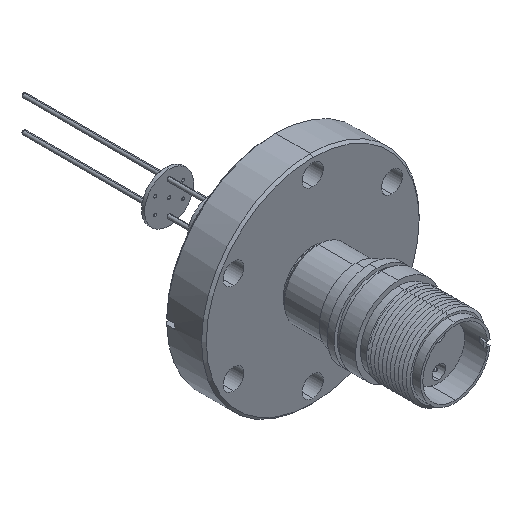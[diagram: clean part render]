
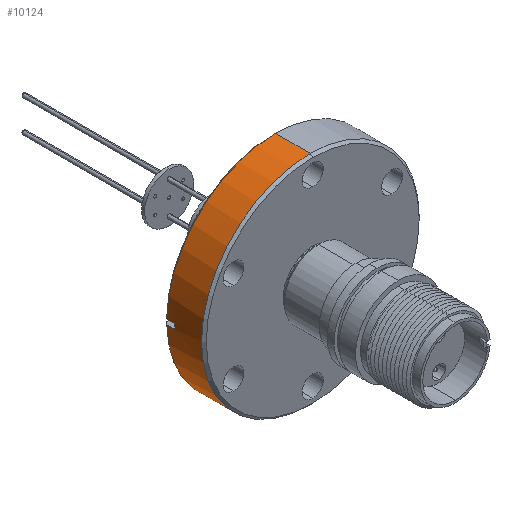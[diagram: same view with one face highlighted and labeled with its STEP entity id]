
A CAD part, isometric view. The second image highlights one B-rep face of the part: STEP entity #10124.
In plain terms, the highlighted cylindrical face has radius 34.925 mm (diameter 69.85 mm), a partial arc.
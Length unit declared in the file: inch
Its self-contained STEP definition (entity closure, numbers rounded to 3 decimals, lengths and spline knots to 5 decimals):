
#1 = EDGE_LOOP ( 'NONE', ( #5722, #5723, #5724, #5725, #5726, #5727, #5728, #5729 ) ) ;
#843 = VERTEX_POINT ( 'NONE', #11982 ) ;
#2261 = LINE ( 'NONE', #7365, #2272 ) ;
#2267 = CIRCLE ( 'NONE', #3258, 1.375 ) ;
#2272 = VECTOR ( 'NONE', #7346, 39.37008 ) ;
#2289 = LINE ( 'NONE', #6341, #2295 ) ;
#2295 = VECTOR ( 'NONE', #6337, 39.37008 ) ;
#2297 = CIRCLE ( 'NONE', #2924, 1.375 ) ;
#2406 = CIRCLE ( 'NONE', #2955, 1.375 ) ;
#2420 = LINE ( 'NONE', #10885, #2423 ) ;
#2423 = VECTOR ( 'NONE', #10886, 39.37008 ) ;
#2424 = LINE ( 'NONE', #10896, #2431 ) ;
#2431 = VECTOR ( 'NONE', #10904, 39.37008 ) ;
#2924 = AXIS2_PLACEMENT_3D ( 'NONE', #6447, #6448, #6449 ) ;
#2955 = AXIS2_PLACEMENT_3D ( 'NONE', #10861, #10862, #10863 ) ;
#3258 = AXIS2_PLACEMENT_3D ( 'NONE', #7366, #7367, #7368 ) ;
#3335 = AXIS2_PLACEMENT_3D ( 'NONE', #11270, #11269, #11266 ) ;
#3697 = VERTEX_POINT ( 'NONE', #6719 ) ;
#3738 = VERTEX_POINT ( 'NONE', #6760 ) ;
#3751 = VERTEX_POINT ( 'NONE', #6773 ) ;
#3755 = VERTEX_POINT ( 'NONE', #6777 ) ;
#4002 = VERTEX_POINT ( 'NONE', #6889 ) ;
#4434 = EDGE_CURVE ( 'NONE', #11890, #3697, #2267, .T. ) ;
#4435 = EDGE_CURVE ( 'NONE', #11890, #11882, #2261, .T. ) ;
#4436 = EDGE_CURVE ( 'NONE', #843, #11882, #6659, .T. ) ;
#4461 = EDGE_CURVE ( 'NONE', #3738, #843, #2289, .T. ) ;
#4470 = EDGE_CURVE ( 'NONE', #3751, #4002, #2297, .T. ) ;
#5073 = EDGE_CURVE ( 'NONE', #3755, #3738, #2406, .T. ) ;
#5083 = EDGE_CURVE ( 'NONE', #4002, #3697, #2420, .T. ) ;
#5089 = EDGE_CURVE ( 'NONE', #3751, #3755, #2424, .T. ) ;
#5722 = ORIENTED_EDGE ( 'NONE', *, *, #5089, .F. ) ;
#5723 = ORIENTED_EDGE ( 'NONE', *, *, #4470, .T. ) ;
#5724 = ORIENTED_EDGE ( 'NONE', *, *, #5083, .T. ) ;
#5725 = ORIENTED_EDGE ( 'NONE', *, *, #4434, .F. ) ;
#5726 = ORIENTED_EDGE ( 'NONE', *, *, #4435, .T. ) ;
#5727 = ORIENTED_EDGE ( 'NONE', *, *, #4436, .F. ) ;
#5728 = ORIENTED_EDGE ( 'NONE', *, *, #4461, .F. ) ;
#5729 = ORIENTED_EDGE ( 'NONE', *, *, #5073, .F. ) ;
#6116 = FACE_OUTER_BOUND ( 'NONE', #1, .T. ) ;
#6125 = CYLINDRICAL_SURFACE ( 'NONE', #3335, 1.375 ) ;
#6337 = DIRECTION ( 'NONE',  ( 0., -1., 0. ) ) ;
#6341 = CARTESIAN_POINT ( 'NONE',  ( -1.37465, 2.01691, -0.031 ) ) ;
#6447 = CARTESIAN_POINT ( 'NONE',  ( 0., 0.87379, 0. ) ) ;
#6448 = DIRECTION ( 'NONE',  ( 0., 1., 0. ) ) ;
#6449 = DIRECTION ( 'NONE',  ( 0., 0., 1. ) ) ;
#6659 = B_SPLINE_CURVE_WITH_KNOTS ( 'NONE', 3,
 ( #7369, #7364, #7372, #7373 ),
 .UNSPECIFIED., .F., .F.,
 ( 4, 4 ),
 ( 0.11477, 0.11634 ),
 .UNSPECIFIED. ) ;
#6719 = CARTESIAN_POINT ( 'NONE',  ( 0., 1.31379, 1.375 ) ) ;
#6760 = CARTESIAN_POINT ( 'NONE',  ( -1.37465, 1.31379, -0.031 ) ) ;
#6773 = CARTESIAN_POINT ( 'NONE',  ( 0., 0.87379, -1.375 ) ) ;
#6777 = CARTESIAN_POINT ( 'NONE',  ( 0., 1.31379, -1.375 ) ) ;
#6889 = CARTESIAN_POINT ( 'NONE',  ( 0., 0.87379, 1.375 ) ) ;
#7346 = DIRECTION ( 'NONE',  ( 0., -1., 0. ) ) ;
#7364 = CARTESIAN_POINT ( 'NONE',  ( -1.37512, 1.21243, -0.01035 ) ) ;
#7365 = CARTESIAN_POINT ( 'NONE',  ( -1.37465, 2.01691, 0.031 ) ) ;
#7366 = CARTESIAN_POINT ( 'NONE',  ( 0., 1.31379, 0. ) ) ;
#7367 = DIRECTION ( 'NONE',  ( 0., 1., 0. ) ) ;
#7368 = DIRECTION ( 'NONE',  ( 0., 0., 1. ) ) ;
#7369 = CARTESIAN_POINT ( 'NONE',  ( -1.37465, 1.21246, -0.031 ) ) ;
#7372 = CARTESIAN_POINT ( 'NONE',  ( -1.37512, 1.21243, 0.01032 ) ) ;
#7373 = CARTESIAN_POINT ( 'NONE',  ( -1.37465, 1.21246, 0.031 ) ) ;
#8250 = CARTESIAN_POINT ( 'NONE',  ( -1.37465, 1.21246, 0.031 ) ) ;
#8258 = CARTESIAN_POINT ( 'NONE',  ( -1.37465, 1.31379, 0.031 ) ) ;
#10124 = ADVANCED_FACE ( 'NONE', ( #6116 ), #6125, .T. ) ;
#10861 = CARTESIAN_POINT ( 'NONE',  ( 0., 1.31379, 0. ) ) ;
#10862 = DIRECTION ( 'NONE',  ( 0., 1., 0. ) ) ;
#10863 = DIRECTION ( 'NONE',  ( 0., 0., 1. ) ) ;
#10885 = CARTESIAN_POINT ( 'NONE',  ( 0., 2.01691, 1.375 ) ) ;
#10886 = DIRECTION ( 'NONE',  ( 0., 1., 0. ) ) ;
#10896 = CARTESIAN_POINT ( 'NONE',  ( 0., 2.01691, -1.375 ) ) ;
#10904 = DIRECTION ( 'NONE',  ( 0., 1., 0. ) ) ;
#11266 = DIRECTION ( 'NONE',  ( 0., 0., 1. ) ) ;
#11269 = DIRECTION ( 'NONE',  ( 0., 1., 0. ) ) ;
#11270 = CARTESIAN_POINT ( 'NONE',  ( 0., 2.01691, 0. ) ) ;
#11882 = VERTEX_POINT ( 'NONE', #8250 ) ;
#11890 = VERTEX_POINT ( 'NONE', #8258 ) ;
#11982 = CARTESIAN_POINT ( 'NONE',  ( -1.37465, 1.21246, -0.031 ) ) ;
